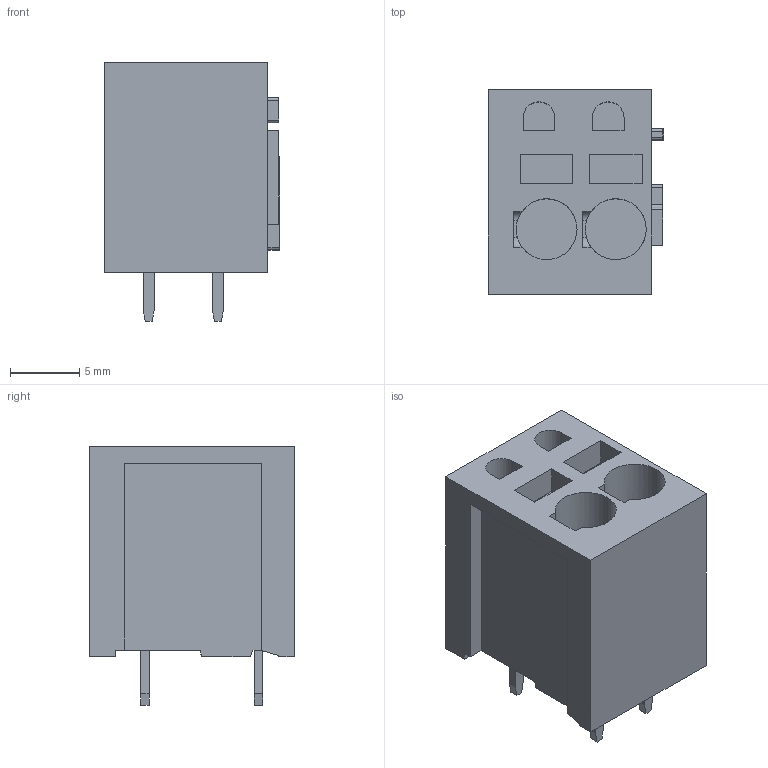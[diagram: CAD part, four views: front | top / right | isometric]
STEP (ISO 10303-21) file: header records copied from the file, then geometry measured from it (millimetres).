
FILE_DESCRIPTION(('CATIA V5 STEP Exchange','CAx-IF Rec.Pracs.--- Model Styling and Organization---1.2---2011-12-15'),'2;1');
FILE_NAME ('D1451080_0', '2018-09-03T06:19:59+00:00', ('none'), ('Weidmueller'), 'CATIA Version 5-6 Release 2014', 'CATIA V5 STEP AP214', 'none');
FILE_SCHEMA(('AUTOMOTIVE_DESIGN { 1 0 10303 214 1 1 1 1 }'));
Length unit declared in the file: millimetre
Products named in the file (1): 1330430000
Bounding box: 12.65 x 14.8 x 18.7 mm (x, y, z)
Volume: 2253.7 mm3; surface area: 1585.3 mm2
Topology: 5 solids, 5 shells, 122 faces, 309 edges, 206 vertices
Faces by surface type: plane 97, cylinder 25
Entity records: 3450 total; most frequent: CARTESIAN_POINT 622, ORIENTED_EDGE 618, DIRECTION 477, EDGE_CURVE 309, VECTOR 255, LINE 255, VERTEX_POINT 206, AXIS2_PLACEMENT_3D 137
